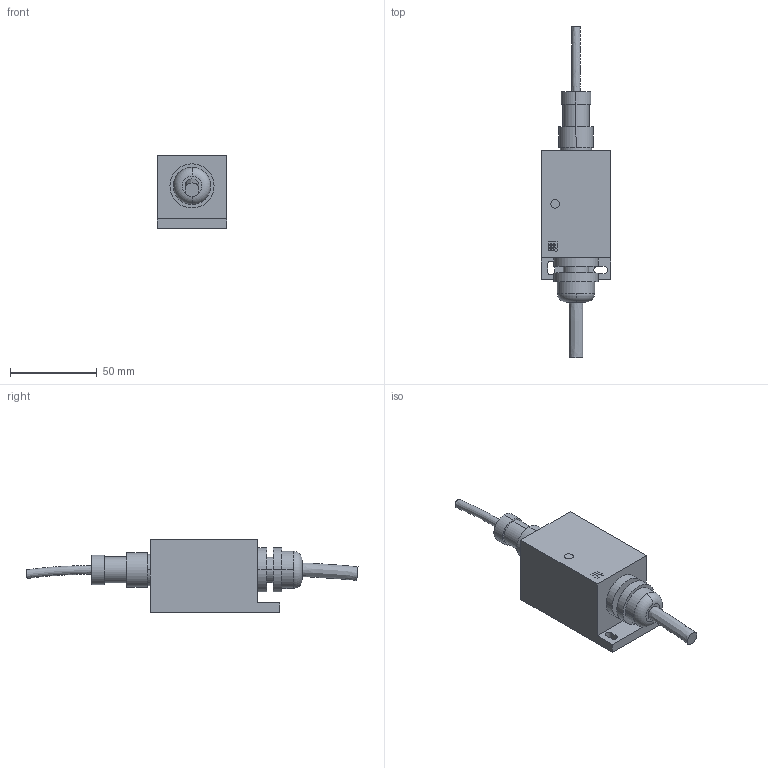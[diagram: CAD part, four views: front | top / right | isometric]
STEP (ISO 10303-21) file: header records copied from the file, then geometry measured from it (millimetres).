
FILE_DESCRIPTION((''),'2;1');
FILE_NAME('OLV P4K.stp','2004-10-01T09:57:55',('g'),(''),'Autodesk Inventor 8','Autodesk Inventor 8','');
FILE_SCHEMA(('AUTOMOTIVE_DESIGN { 1 0 10303 214 1 1 1 1 }'));
Length unit declared in the file: millimetre
Products named in the file (3): OLV P4K; WRB
Assembly tree (2 placements, depth 2):
  OLV P4K
    OLV P4K
    WRB
Bounding box: 40 x 191.1 x 42 mm (x, y, z)
Volume: 128076.5 mm3; surface area: 21349.3 mm2
Topology: 2 solids, 2 shells, 142 faces, 332 edges, 221 vertices
Faces by surface type: plane 114, cylinder 24, torus 2, bspline 2
Entity records: 4222 total; most frequent: CARTESIAN_POINT 827, DIRECTION 675, ORIENTED_EDGE 664, EDGE_CURVE 332, VECTOR 271, LINE 271, VERTEX_POINT 221, AXIS2_PLACEMENT_3D 202
